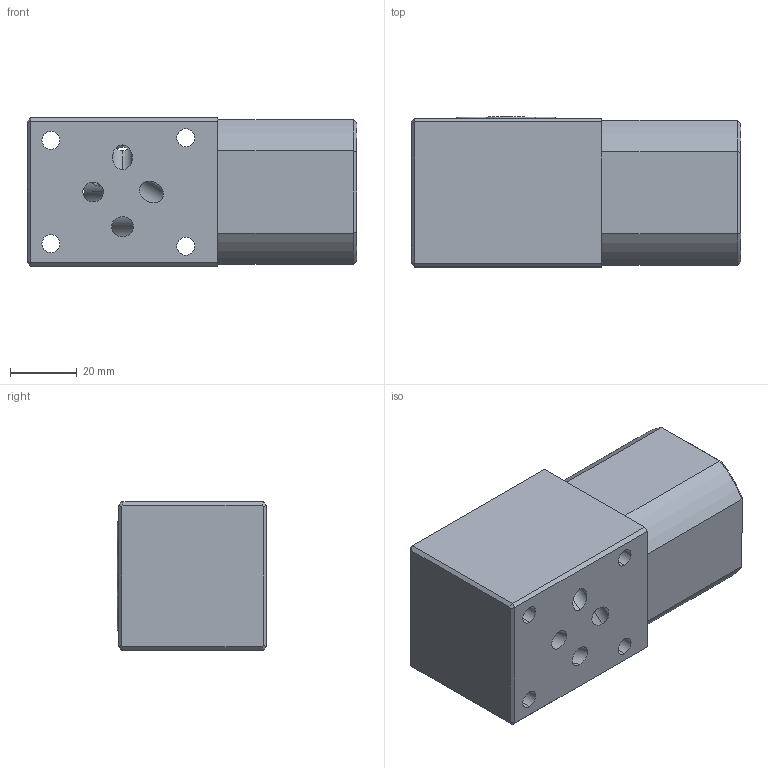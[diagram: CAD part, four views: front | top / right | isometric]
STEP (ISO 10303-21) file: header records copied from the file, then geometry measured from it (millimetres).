
FILE_DESCRIPTION (( 'STEP AP203' ), '1' );
FILE_NAME ('MH03CBT-N-21A4-Z01.STEP', '2025-01-09T08:46:57', ( 'user' ), ( '' ), 'SwSTEP 2.0', 'SolidWorks 2018', '' );
FILE_SCHEMA (( 'CONFIG_CONTROL_DESIGN' ));
Length unit declared in the file: millimetre
Products named in the file (4): MH03CBT-N-21A4-Z01; 5DBL05Z001_組合用; 4KAA012AA001; 6EC03040CBTXXN001
Assembly tree (7 placements, depth 2):
  MH03CBT-N-21A4-Z01
    4KAA012AA001  x4
    5DBL05Z001_組合用  x2
    6EC03040CBTXXN001
Bounding box: 98.9 x 44.98 x 44.5 mm (x, y, z)
Volume: 151981.6 mm3; surface area: 33938 mm2
Topology: 9 solids, 9 shells, 603 faces, 1561 edges, 993 vertices
Faces by surface type: cylinder 259, plane 186, cone 89, bspline 49, torus 16, sphere 4
Entity records: 19680 total; most frequent: CARTESIAN_POINT 5746, ORIENTED_EDGE 2874, DIRECTION 2735, EDGE_CURVE 1437, AXIS2_PLACEMENT_3D 994, VERTEX_POINT 925, LINE 747, VECTOR 747
